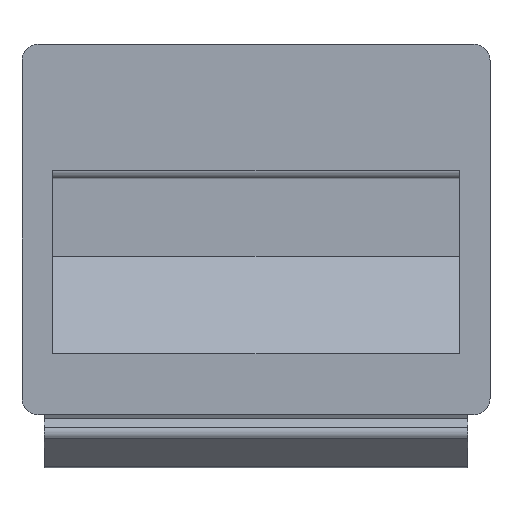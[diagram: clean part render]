
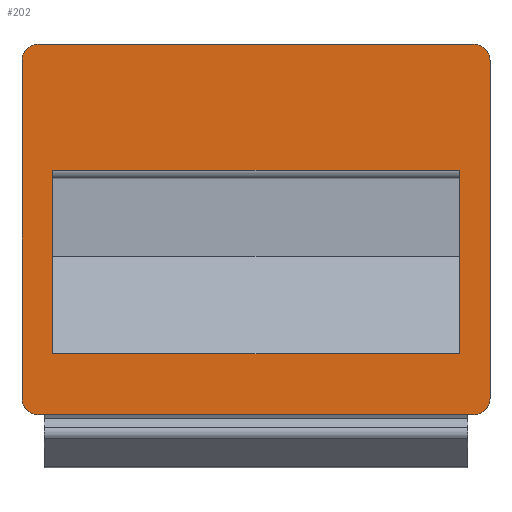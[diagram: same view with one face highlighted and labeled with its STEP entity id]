
A CAD part, top view. The second image highlights one B-rep face of the part: STEP entity #202.
In plain terms, the highlighted planar face has unit normal (0, 0, 1).
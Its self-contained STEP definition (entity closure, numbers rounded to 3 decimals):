
#202 = ADVANCED_FACE( '', ( #403, #404 ), #405, .F. );
#403 = FACE_OUTER_BOUND( '', #596, .T. );
#404 = FACE_BOUND( '', #597, .T. );
#405 = PLANE( '', #598 );
#596 = EDGE_LOOP( '', ( #1157, #1158, #1159, #1160, #1161, #1162, #1163, #1164 ) );
#597 = EDGE_LOOP( '', ( #1165, #1166, #1167, #1168 ) );
#598 = AXIS2_PLACEMENT_3D( '', #1169, #1170, #1171 );
#1157 = ORIENTED_EDGE( '', *, *, #1222, .F. );
#1158 = ORIENTED_EDGE( '', *, *, #1355, .T. );
#1159 = ORIENTED_EDGE( '', *, *, #1359, .T. );
#1160 = ORIENTED_EDGE( '', *, *, #1279, .T. );
#1161 = ORIENTED_EDGE( '', *, *, #1371, .T. );
#1162 = ORIENTED_EDGE( '', *, *, #1173, .T. );
#1163 = ORIENTED_EDGE( '', *, *, #1330, .T. );
#1164 = ORIENTED_EDGE( '', *, *, #1308, .T. );
#1165 = ORIENTED_EDGE( '', *, *, #1389, .T. );
#1166 = ORIENTED_EDGE( '', *, *, #1347, .T. );
#1167 = ORIENTED_EDGE( '', *, *, #1277, .F. );
#1168 = ORIENTED_EDGE( '', *, *, #1394, .T. );
#1169 = CARTESIAN_POINT( '', ( 100., 28., 22.5 ) );
#1170 = DIRECTION( '', ( 0., 0., -1. ) );
#1171 = DIRECTION( '', ( -1., 0., 0. ) );
#1173 = EDGE_CURVE( '', #1399, #1400, #1401, .T. );
#1222 = EDGE_CURVE( '', #1485, #1486, #1487, .T. );
#1277 = EDGE_CURVE( '', #1570, #1565, #1572, .T. );
#1279 = EDGE_CURVE( '', #1574, #1575, #1576, .T. );
#1308 = EDGE_CURVE( '', #1620, #1486, #1621, .T. );
#1330 = EDGE_CURVE( '', #1400, #1620, #1654, .T. );
#1347 = EDGE_CURVE( '', #1675, #1565, #1676, .T. );
#1355 = EDGE_CURVE( '', #1485, #1685, #1686, .T. );
#1359 = EDGE_CURVE( '', #1685, #1574, #1691, .T. );
#1371 = EDGE_CURVE( '', #1575, #1399, #1705, .T. );
#1389 = EDGE_CURVE( '', #1724, #1675, #1725, .T. );
#1394 = EDGE_CURVE( '', #1570, #1724, #1730, .T. );
#1399 = VERTEX_POINT( '', #1735 );
#1400 = VERTEX_POINT( '', #1736 );
#1401 = CIRCLE( '', #1737, 4. );
#1485 = VERTEX_POINT( '', #1855 );
#1486 = VERTEX_POINT( '', #1856 );
#1487 = LINE( '', #1857, #1858 );
#1565 = VERTEX_POINT( '', #1972 );
#1570 = VERTEX_POINT( '', #1978 );
#1572 = LINE( '', #1980, #1981 );
#1574 = VERTEX_POINT( '', #1983 );
#1575 = VERTEX_POINT( '', #1984 );
#1576 = CIRCLE( '', #1985, 4. );
#1620 = VERTEX_POINT( '', #2045 );
#1621 = CIRCLE( '', #2046, 4. );
#1654 = LINE( '', #2092, #2093 );
#1675 = VERTEX_POINT( '', #2124 );
#1676 = LINE( '', #2125, #2126 );
#1685 = VERTEX_POINT( '', #2137 );
#1686 = CIRCLE( '', #2138, 4. );
#1691 = LINE( '', #2144, #2145 );
#1705 = LINE( '', #2165, #2166 );
#1724 = VERTEX_POINT( '', #2192 );
#1725 = LINE( '', #2193, #2194 );
#1730 = LINE( '', #2201, #2202 );
#1735 = CARTESIAN_POINT( '', ( -3.5, 104., 22.5 ) );
#1736 = CARTESIAN_POINT( '', ( -7.5, 100., 22.5 ) );
#1737 = AXIS2_PLACEMENT_3D( '', #2206, #2207, #2208 );
#1855 = CARTESIAN_POINT( '', ( 103.5, 13., 22.5 ) );
#1856 = CARTESIAN_POINT( '', ( -3.5, 13., 22.5 ) );
#1857 = CARTESIAN_POINT( '', ( 100., 13., 22.5 ) );
#1858 = VECTOR( '', #2258, 1000. );
#1972 = CARTESIAN_POINT( '', ( 0., 73., 22.5 ) );
#1978 = CARTESIAN_POINT( '', ( 100., 73., 22.5 ) );
#1980 = CARTESIAN_POINT( '', ( 100., 73., 22.5 ) );
#1981 = VECTOR( '', #2311, 1000. );
#1983 = CARTESIAN_POINT( '', ( 107.5, 100., 22.5 ) );
#1984 = CARTESIAN_POINT( '', ( 103.5, 104., 22.5 ) );
#1985 = AXIS2_PLACEMENT_3D( '', #2312, #2313, #2314 );
#2045 = CARTESIAN_POINT( '', ( -7.5, 17., 22.5 ) );
#2046 = AXIS2_PLACEMENT_3D( '', #2352, #2353, #2354 );
#2092 = CARTESIAN_POINT( '', ( -7.5, 100., 22.5 ) );
#2093 = VECTOR( '', #2380, 1000. );
#2124 = CARTESIAN_POINT( '', ( 0., 28., 22.5 ) );
#2125 = CARTESIAN_POINT( '', ( 0., 13., 22.5 ) );
#2126 = VECTOR( '', #2391, 1000. );
#2137 = CARTESIAN_POINT( '', ( 107.5, 17., 22.5 ) );
#2138 = AXIS2_PLACEMENT_3D( '', #2403, #2404, #2405 );
#2144 = CARTESIAN_POINT( '', ( 107.5, 17., 22.5 ) );
#2145 = VECTOR( '', #2410, 1000. );
#2165 = CARTESIAN_POINT( '', ( 100., 104., 22.5 ) );
#2166 = VECTOR( '', #2417, 1000. );
#2192 = CARTESIAN_POINT( '', ( 100., 28., 22.5 ) );
#2193 = CARTESIAN_POINT( '', ( 100., 28., 22.5 ) );
#2194 = VECTOR( '', #2428, 1000. );
#2201 = CARTESIAN_POINT( '', ( 100., 104., 22.5 ) );
#2202 = VECTOR( '', #2431, 1000. );
#2206 = CARTESIAN_POINT( '', ( -3.5, 100., 22.5 ) );
#2207 = DIRECTION( '', ( 0., 0., 1. ) );
#2208 = DIRECTION( '', ( 1., 0., 0. ) );
#2258 = DIRECTION( '', ( -1., 0., 0. ) );
#2311 = DIRECTION( '', ( -1., 0., 0. ) );
#2312 = CARTESIAN_POINT( '', ( 103.5, 100., 22.5 ) );
#2313 = DIRECTION( '', ( 0., 0., 1. ) );
#2314 = DIRECTION( '', ( 1., 0., 0. ) );
#2352 = CARTESIAN_POINT( '', ( -3.5, 17., 22.5 ) );
#2353 = DIRECTION( '', ( 0., 0., 1. ) );
#2354 = DIRECTION( '', ( 1., 0., 0. ) );
#2380 = DIRECTION( '', ( 0., -1., 0. ) );
#2391 = DIRECTION( '', ( 0., 1., 0. ) );
#2403 = CARTESIAN_POINT( '', ( 103.5, 17., 22.5 ) );
#2404 = DIRECTION( '', ( 0., 0., 1. ) );
#2405 = DIRECTION( '', ( 1., 0., 0. ) );
#2410 = DIRECTION( '', ( 0., 1., 0. ) );
#2417 = DIRECTION( '', ( -1., 0., 0. ) );
#2428 = DIRECTION( '', ( -1., 0., 0. ) );
#2431 = DIRECTION( '', ( 0., -1., 0. ) );
